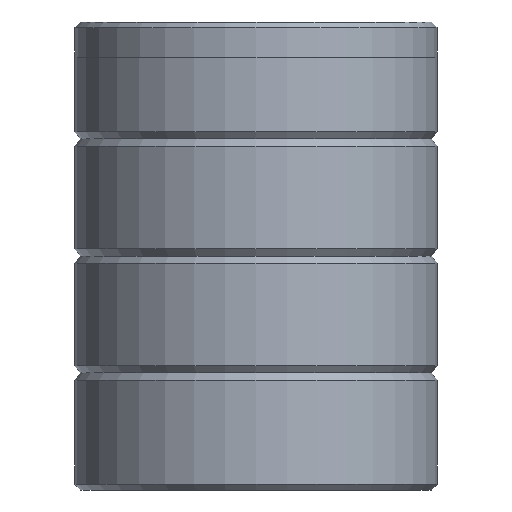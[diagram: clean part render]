
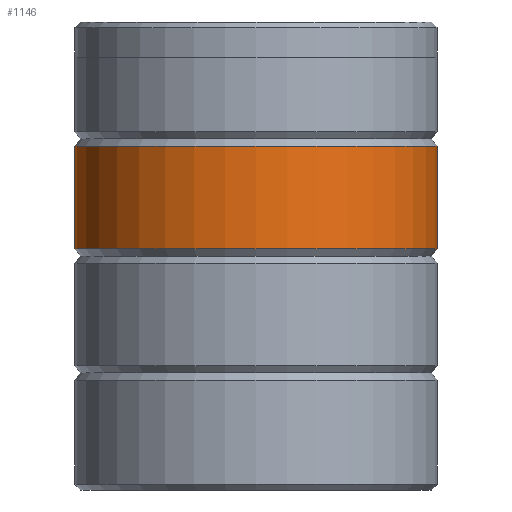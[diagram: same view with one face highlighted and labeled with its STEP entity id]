
A CAD part, front view. The second image highlights one B-rep face of the part: STEP entity #1146.
In plain terms, the highlighted cylindrical face has radius 15.5 mm (diameter 31 mm), a partial arc.
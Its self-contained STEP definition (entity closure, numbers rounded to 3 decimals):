
#73 = ORIENTED_EDGE ( 'NONE', *, *, #1676, .T. ) ;
#77 = DIRECTION ( 'NONE',  ( -1., 0., 0. ) ) ;
#213 = DIRECTION ( 'NONE',  ( 0., 0., -1. ) ) ;
#221 = DIRECTION ( 'NONE',  ( 0., 0., -1. ) ) ;
#313 = CARTESIAN_POINT ( 'NONE',  ( 0., 0., 20.625 ) ) ;
#438 = VERTEX_POINT ( 'NONE', #1715 ) ;
#460 = DIRECTION ( 'NONE',  ( -1., 0., 0. ) ) ;
#483 = CYLINDRICAL_SURFACE ( 'NONE', #1499, 15.5 ) ;
#491 = CARTESIAN_POINT ( 'NONE',  ( 0., 0., 29.375 ) ) ;
#525 = VECTOR ( 'NONE', #1735, 1000. ) ;
#549 = VERTEX_POINT ( 'NONE', #1660 ) ;
#634 = DIRECTION ( 'NONE',  ( -1., 0., 0. ) ) ;
#712 = CARTESIAN_POINT ( 'NONE',  ( 15.5, 0., 20.625 ) ) ;
#874 = LINE ( 'NONE', #1599, #1550 ) ;
#906 = FACE_OUTER_BOUND ( 'NONE', #1152, .T. ) ;
#1031 = AXIS2_PLACEMENT_3D ( 'NONE', #313, #1288, #460 ) ;
#1062 = CARTESIAN_POINT ( 'NONE',  ( 15.5, 0., 40. ) ) ;
#1076 = CIRCLE ( 'NONE', #1031, 15.5 ) ;
#1132 = EDGE_CURVE ( 'NONE', #549, #1430, #1620, .T. ) ;
#1146 = ADVANCED_FACE ( 'NONE', ( #906 ), #483, .T. ) ;
#1152 = EDGE_LOOP ( 'NONE', ( #1659, #1597, #73, #1503 ) ) ;
#1196 = CARTESIAN_POINT ( 'NONE',  ( 0., 0., 40. ) ) ;
#1288 = DIRECTION ( 'NONE',  ( 0., 0., -1. ) ) ;
#1377 = VERTEX_POINT ( 'NONE', #1665 ) ;
#1430 = VERTEX_POINT ( 'NONE', #712 ) ;
#1448 = DIRECTION ( 'NONE',  ( 0., 0., -1. ) ) ;
#1487 = EDGE_CURVE ( 'NONE', #1430, #1377, #1076, .T. ) ;
#1499 = AXIS2_PLACEMENT_3D ( 'NONE', #1196, #221, #77 ) ;
#1503 = ORIENTED_EDGE ( 'NONE', *, *, #1487, .F. ) ;
#1550 = VECTOR ( 'NONE', #213, 1000. ) ;
#1579 = AXIS2_PLACEMENT_3D ( 'NONE', #491, #1448, #634 ) ;
#1597 = ORIENTED_EDGE ( 'NONE', *, *, #1601, .T. ) ;
#1599 = CARTESIAN_POINT ( 'NONE',  ( -15.5, 0., 40. ) ) ;
#1601 = EDGE_CURVE ( 'NONE', #549, #438, #1604, .T. ) ;
#1604 = CIRCLE ( 'NONE', #1579, 15.5 ) ;
#1620 = LINE ( 'NONE', #1062, #525 ) ;
#1659 = ORIENTED_EDGE ( 'NONE', *, *, #1132, .F. ) ;
#1660 = CARTESIAN_POINT ( 'NONE',  ( 15.5, 0., 29.375 ) ) ;
#1665 = CARTESIAN_POINT ( 'NONE',  ( -15.5, 0., 20.625 ) ) ;
#1676 = EDGE_CURVE ( 'NONE', #438, #1377, #874, .T. ) ;
#1715 = CARTESIAN_POINT ( 'NONE',  ( -15.5, 0., 29.375 ) ) ;
#1735 = DIRECTION ( 'NONE',  ( 0., 0., -1. ) ) ;
